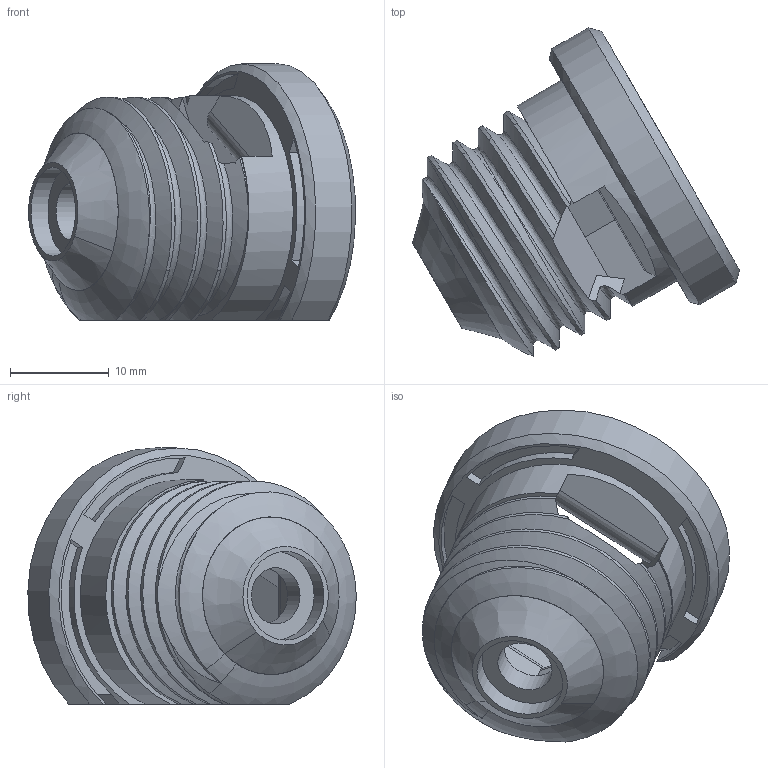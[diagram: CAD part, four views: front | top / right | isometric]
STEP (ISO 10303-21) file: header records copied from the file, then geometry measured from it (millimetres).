
FILE_DESCRIPTION(/* description */ (''),/* implementation_level */ '2;1');
FILE_NAME(/* name */ 'Screwcap_Mini_Tensioner_Base_RC1.step',/* time_stamp */ '2024-08-15T00:28:32-04:00',/* author */ (''),/* organization */ (''),/* preprocessor_version */ 'ST-DEVELOPER v20',/* originating_system */ 'Autodesk Translation Framework v13.14.0.145',/* authorisation */ '');
FILE_SCHEMA (('AUTOMOTIVE_DESIGN { 1 0 10303 214 3 1 1 }'));
Length unit declared in the file: millimetre
Products named in the file (1): Screwcap_Mini_Tensioner_Base
Bounding box: 33.18 x 33.32 x 26 mm (x, y, z)
Volume: 8191.5 mm3; surface area: 4505.7 mm2
Topology: 1 solids, 1 shells, 111 faces, 300 edges, 193 vertices
Faces by surface type: plane 50, cylinder 36, bspline 21, cone 4
Full cylindrical faces by diameter (mm): 5.7 x1, 9 x1
Entity records: 10594 total; most frequent: CARTESIAN_POINT 8018, ORIENTED_EDGE 600, DIRECTION 426, EDGE_CURVE 300, VERTEX_POINT 193, LINE 148, VECTOR 148, AXIS2_PLACEMENT_3D 139
